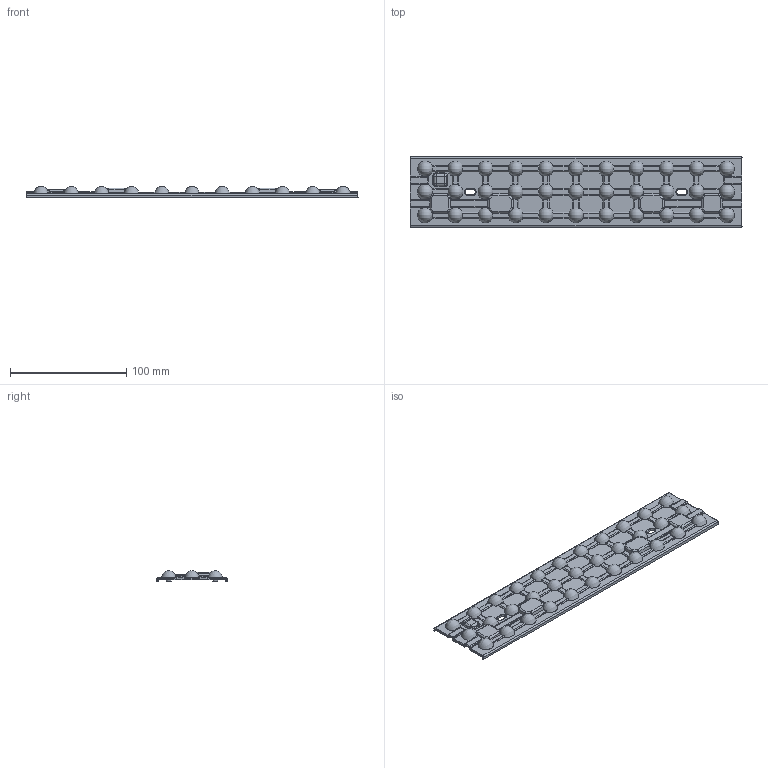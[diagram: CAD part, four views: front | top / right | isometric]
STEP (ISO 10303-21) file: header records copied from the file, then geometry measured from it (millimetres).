
FILE_DESCRIPTION (( 'STEP AP214' ), '1' );
FILE_NAME ('12927_Rev_1_MB_Fort_SymmFlange_Customer.STEP', '2015-10-06T10:58:40', ( '' ), ( '' ), 'SwSTEP 2.0', 'SolidWorks 2014', '' );
FILE_SCHEMA (( 'AUTOMOTIVE_DESIGN' ));
Products named in the file (1): 12927_Rev_1_MB_Fort_SymmFlange_Customer
Bounding box: 286 x 61 x 9.6 mm (x, y, z)
Volume: 49341.4 mm3; surface area: 43693.8 mm2
Topology: 1 solids, 1 shells, 2267 faces, 6183 edges, 3921 vertices
Faces by surface type: plane 1110, bspline 564, cylinder 477, sphere 76, cone 30, torus 10
Entity records: 104553 total; most frequent: CARTESIAN_POINT 56655, ORIENTED_EDGE 12218, DIRECTION 6586, EDGE_CURVE 6109, VERTEX_POINT 3921, B_SPLINE_CURVE_WITH_KNOTS 3210, EDGE_LOOP 2348, AXIS2_PLACEMENT_3D 2323
